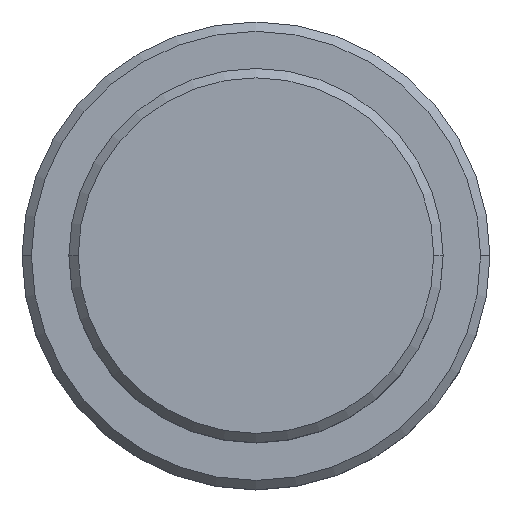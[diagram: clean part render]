
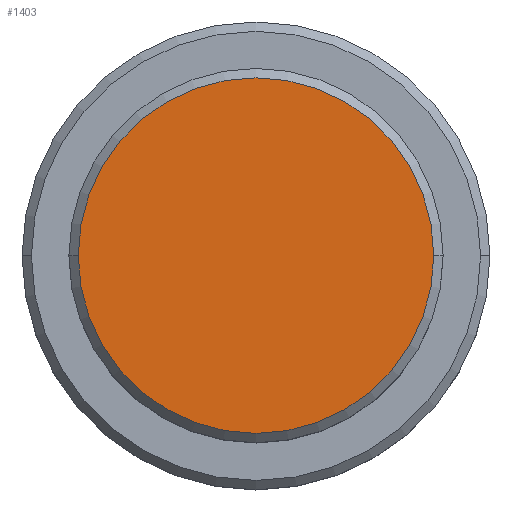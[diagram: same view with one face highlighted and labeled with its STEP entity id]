
A CAD part, top view. The second image highlights one B-rep face of the part: STEP entity #1403.
In plain terms, the highlighted planar face has unit normal (0, 0, 1).
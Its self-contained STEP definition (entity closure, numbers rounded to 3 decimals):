
#5 = EDGE_CURVE ( 'NONE', #169, #1409, #1254, .T. ) ;
#8 = CARTESIAN_POINT ( 'NONE',  ( 0., 0., 0. ) ) ;
#124 = ORIENTED_EDGE ( 'NONE', *, *, #1197, .T. ) ;
#169 = VERTEX_POINT ( 'NONE', #180 ) ;
#180 = CARTESIAN_POINT ( 'NONE',  ( 9.5, 0., 0. ) ) ;
#207 = AXIS2_PLACEMENT_3D ( 'NONE', #8, #1320, #433 ) ;
#220 = ORIENTED_EDGE ( 'NONE', *, *, #5, .T. ) ;
#292 = PLANE ( 'NONE',  #751 ) ;
#376 = DIRECTION ( 'NONE',  ( 0., 0., 1. ) ) ;
#433 = DIRECTION ( 'NONE',  ( 1., 0., 0. ) ) ;
#612 = DIRECTION ( 'NONE',  ( 1., 0., 0. ) ) ;
#697 = FACE_OUTER_BOUND ( 'NONE', #1004, .T. ) ;
#751 = AXIS2_PLACEMENT_3D ( 'NONE', #1145, #376, #612 ) ;
#800 = CARTESIAN_POINT ( 'NONE',  ( 0., 0., 0. ) ) ;
#937 = CARTESIAN_POINT ( 'NONE',  ( -9.5, 0., 0. ) ) ;
#976 = CIRCLE ( 'NONE', #1022, 9.5 ) ;
#1004 = EDGE_LOOP ( 'NONE', ( #124, #220 ) ) ;
#1022 = AXIS2_PLACEMENT_3D ( 'NONE', #800, #1386, #1049 ) ;
#1049 = DIRECTION ( 'NONE',  ( 1., 0., 0. ) ) ;
#1145 = CARTESIAN_POINT ( 'NONE',  ( 0., 0., 0. ) ) ;
#1197 = EDGE_CURVE ( 'NONE', #1409, #169, #976, .T. ) ;
#1254 = CIRCLE ( 'NONE', #207, 9.5 ) ;
#1320 = DIRECTION ( 'NONE',  ( 0., 0., 1. ) ) ;
#1386 = DIRECTION ( 'NONE',  ( 0., 0., 1. ) ) ;
#1403 = ADVANCED_FACE ( 'NONE', ( #697 ), #292, .T. ) ;
#1409 = VERTEX_POINT ( 'NONE', #937 ) ;
